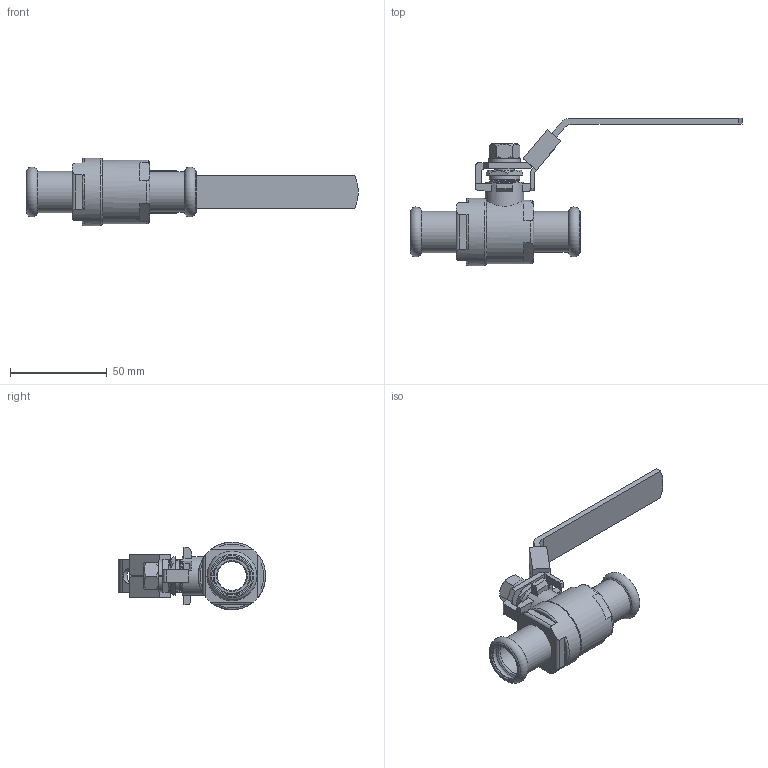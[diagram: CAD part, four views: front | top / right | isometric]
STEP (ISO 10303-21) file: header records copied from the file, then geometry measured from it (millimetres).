
FILE_DESCRIPTION(/* description */ ('Unknown'),/* implementation_level */ '2;1');
FILE_NAME(/* name */ '20210408-P-621-DN15',/* time_stamp */ '2021-04-08T18:04:06+08:00',/* author */ ('Unknown'),/* organization */ ('Unknown'),/* preprocessor_version */ 'ST-DEVELOPER v16.7',/* originating_system */ 'DEX',/* authorisation */ $);
FILE_SCHEMA (('AUTOMOTIVE_DESIGN {1 0 10303 214 3 1 1}'));
Length unit declared in the file: millimetre
Products named in the file (1): V-2AS DN15
Bounding box: 171.83 x 76.3 x 35 mm (x, y, z)
Volume: 50597.8 mm3; surface area: 24267.3 mm2
Topology: 1 solids, 1 shells, 264 faces, 825 edges, 547 vertices
Faces by surface type: plane 126, cylinder 74, bspline 32, torus 19, cone 13
Full cylindrical faces by diameter (mm): 8 x1, 10 x1, 10.5 x1, 15 x1, 15.8 x2, 18.2 x2, 18.6 x2, 20 x1, 21.2 x1, 21.4 x1, 33 x1, 35 x1
Entity records: 11938 total; most frequent: CARTESIAN_POINT 5422, ORIENTED_EDGE 1538, DIRECTION 1105, EDGE_CURVE 769, VERTEX_POINT 532, AXIS2_PLACEMENT_3D 387, LINE 331, VECTOR 331
